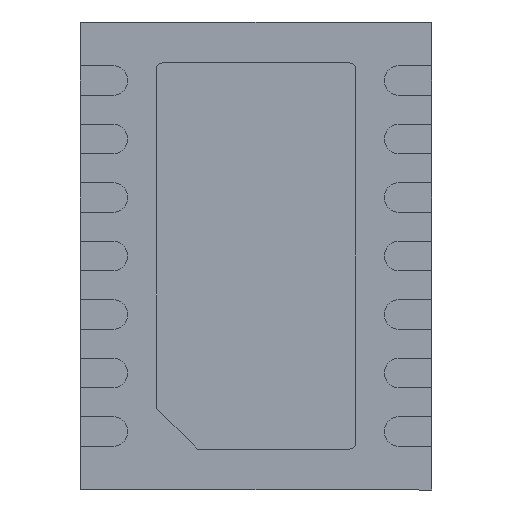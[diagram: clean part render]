
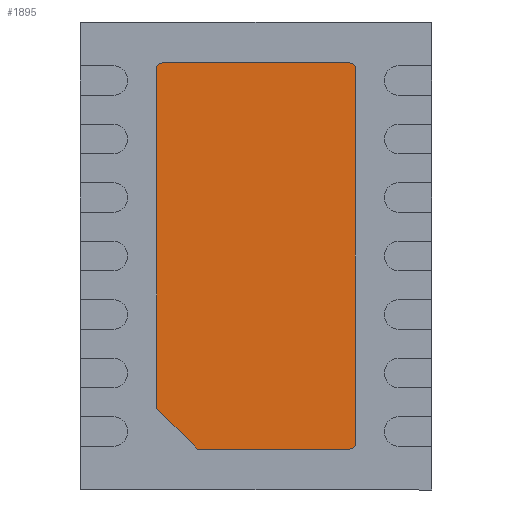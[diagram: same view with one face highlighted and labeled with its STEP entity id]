
A CAD part, front view. The second image highlights one B-rep face of the part: STEP entity #1895.
In plain terms, the highlighted planar face has unit normal (0, -1, 0).
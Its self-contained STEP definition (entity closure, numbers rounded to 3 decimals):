
#57 = ORIENTED_EDGE ( 'NONE', *, *, #2885, .T. ) ;
#63 = VECTOR ( 'NONE', #1756, 1000. ) ;
#119 = DIRECTION ( 'NONE',  ( 0., 0., -1. ) ) ;
#163 = CARTESIAN_POINT ( 'NONE',  ( -0.8, 0., 1.65 ) ) ;
#188 = EDGE_CURVE ( 'NONE', #5950, #3401, #6811, .T. ) ;
#196 = EDGE_CURVE ( 'NONE', #6160, #1320, #2300, .T. ) ;
#208 = DIRECTION ( 'NONE',  ( 0., -1., 0. ) ) ;
#213 = VECTOR ( 'NONE', #2708, 1000. ) ;
#243 = VECTOR ( 'NONE', #1569, 1000. ) ;
#310 = CARTESIAN_POINT ( 'NONE',  ( -0.85, 0., 1.6 ) ) ;
#588 = LINE ( 'NONE', #3412, #63 ) ;
#740 = CARTESIAN_POINT ( 'NONE',  ( -0.85, 0., -1.3 ) ) ;
#766 = DIRECTION ( 'NONE',  ( 0., 0., -1. ) ) ;
#792 = CARTESIAN_POINT ( 'NONE',  ( -0.5, 0., -1.65 ) ) ;
#925 = EDGE_LOOP ( 'NONE', ( #3614, #1559, #5116, #4726, #4312, #4236, #57, #1742 ) ) ;
#967 = AXIS2_PLACEMENT_3D ( 'NONE', #2959, #208, #766 ) ;
#1245 = AXIS2_PLACEMENT_3D ( 'NONE', #2369, #5052, #119 ) ;
#1320 = VERTEX_POINT ( 'NONE', #5012 ) ;
#1414 = VECTOR ( 'NONE', #3567, 1000. ) ;
#1543 = AXIS2_PLACEMENT_3D ( 'NONE', #2627, #4326, #4347 ) ;
#1559 = ORIENTED_EDGE ( 'NONE', *, *, #7081, .T. ) ;
#1569 = DIRECTION ( 'NONE',  ( 1., 0., 0. ) ) ;
#1580 = AXIS2_PLACEMENT_3D ( 'NONE', #3601, #3010, #6320 ) ;
#1686 = CARTESIAN_POINT ( 'NONE',  ( -0.85, 0., -1.3 ) ) ;
#1702 = VERTEX_POINT ( 'NONE', #4266 ) ;
#1736 = VECTOR ( 'NONE', #1882, 1000. ) ;
#1742 = ORIENTED_EDGE ( 'NONE', *, *, #7010, .T. ) ;
#1756 = DIRECTION ( 'NONE',  ( 0., 0., 1. ) ) ;
#1882 = DIRECTION ( 'NONE',  ( -1., 0., 0. ) ) ;
#1895 = ADVANCED_FACE ( 'NONE', ( #4470 ), #2890, .T. ) ;
#2300 = LINE ( 'NONE', #163, #1736 ) ;
#2369 = CARTESIAN_POINT ( 'NONE',  ( 0.8, 0., -1.6 ) ) ;
#2466 = EDGE_CURVE ( 'NONE', #1320, #3078, #5317, .T. ) ;
#2627 = CARTESIAN_POINT ( 'NONE',  ( 0.8, 0., 1.6 ) ) ;
#2645 = EDGE_CURVE ( 'NONE', #3078, #7068, #4454, .T. ) ;
#2708 = DIRECTION ( 'NONE',  ( 0., 0., -1. ) ) ;
#2885 = EDGE_CURVE ( 'NONE', #7068, #5576, #4612, .T. ) ;
#2890 = PLANE ( 'NONE',  #1245 ) ;
#2950 = EDGE_CURVE ( 'NONE', #1702, #6160, #4865, .T. ) ;
#2959 = CARTESIAN_POINT ( 'NONE',  ( 0.8, 0., -1.6 ) ) ;
#3010 = DIRECTION ( 'NONE',  ( 0., -1., 0. ) ) ;
#3067 = CARTESIAN_POINT ( 'NONE',  ( 0.8, 0., 1.65 ) ) ;
#3078 = VERTEX_POINT ( 'NONE', #310 ) ;
#3401 = VERTEX_POINT ( 'NONE', #6449 ) ;
#3412 = CARTESIAN_POINT ( 'NONE',  ( 0.85, 0., -1.6 ) ) ;
#3567 = DIRECTION ( 'NONE',  ( 0.707, 0., -0.707 ) ) ;
#3601 = CARTESIAN_POINT ( 'NONE',  ( -0.8, 0., 1.6 ) ) ;
#3614 = ORIENTED_EDGE ( 'NONE', *, *, #188, .T. ) ;
#4236 = ORIENTED_EDGE ( 'NONE', *, *, #2645, .T. ) ;
#4266 = CARTESIAN_POINT ( 'NONE',  ( 0.85, 0., 1.6 ) ) ;
#4312 = ORIENTED_EDGE ( 'NONE', *, *, #2466, .T. ) ;
#4326 = DIRECTION ( 'NONE',  ( 0., -1., 0. ) ) ;
#4347 = DIRECTION ( 'NONE',  ( 0., 0., 1. ) ) ;
#4454 = LINE ( 'NONE', #1686, #213 ) ;
#4470 = FACE_OUTER_BOUND ( 'NONE', #925, .T. ) ;
#4612 = LINE ( 'NONE', #5795, #1414 ) ;
#4726 = ORIENTED_EDGE ( 'NONE', *, *, #196, .T. ) ;
#4865 = CIRCLE ( 'NONE', #1543, 0.05 ) ;
#5012 = CARTESIAN_POINT ( 'NONE',  ( -0.8, 0., 1.65 ) ) ;
#5052 = DIRECTION ( 'NONE',  ( 0., -1., 0. ) ) ;
#5116 = ORIENTED_EDGE ( 'NONE', *, *, #2950, .T. ) ;
#5317 = CIRCLE ( 'NONE', #1580, 0.05 ) ;
#5576 = VERTEX_POINT ( 'NONE', #6290 ) ;
#5629 = CARTESIAN_POINT ( 'NONE',  ( 0.8, 0., -1.65 ) ) ;
#5763 = LINE ( 'NONE', #792, #243 ) ;
#5795 = CARTESIAN_POINT ( 'NONE',  ( -0.85, 0., -1.3 ) ) ;
#5950 = VERTEX_POINT ( 'NONE', #5629 ) ;
#6160 = VERTEX_POINT ( 'NONE', #3067 ) ;
#6290 = CARTESIAN_POINT ( 'NONE',  ( -0.5, 0., -1.65 ) ) ;
#6320 = DIRECTION ( 'NONE',  ( 0., 0., 1. ) ) ;
#6449 = CARTESIAN_POINT ( 'NONE',  ( 0.85, 0., -1.6 ) ) ;
#6811 = CIRCLE ( 'NONE', #967, 0.05 ) ;
#7010 = EDGE_CURVE ( 'NONE', #5576, #5950, #5763, .T. ) ;
#7068 = VERTEX_POINT ( 'NONE', #740 ) ;
#7081 = EDGE_CURVE ( 'NONE', #3401, #1702, #588, .T. ) ;
